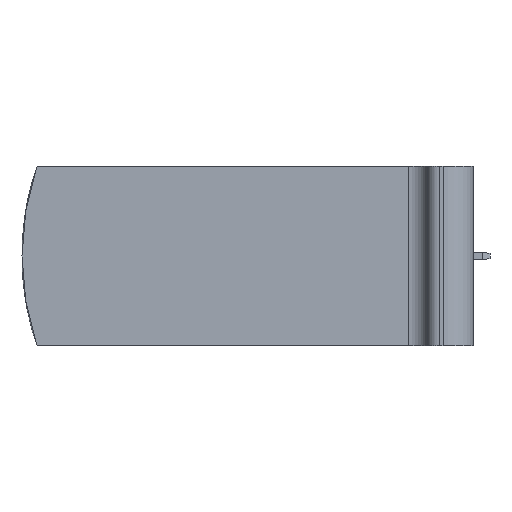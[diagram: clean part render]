
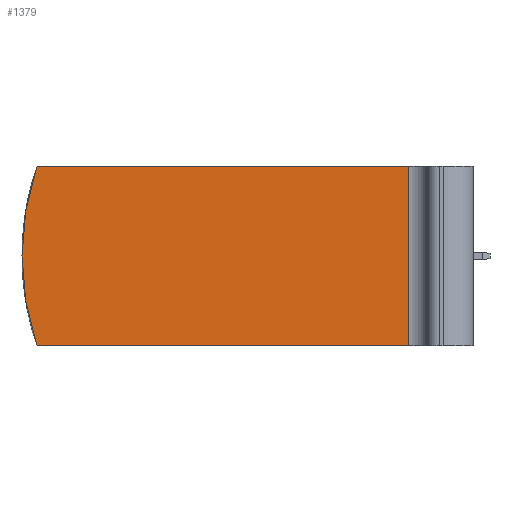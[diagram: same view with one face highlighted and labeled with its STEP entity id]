
A CAD part, left-side view. The second image highlights one B-rep face of the part: STEP entity #1379.
In plain terms, the highlighted planar face has unit normal (-1, 0, 0).
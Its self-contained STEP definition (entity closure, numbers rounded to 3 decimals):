
#49=PLANE('',#1503);
#174=LINE('',#2257,#306);
#184=LINE('',#2292,#316);
#185=LINE('',#2294,#317);
#306=VECTOR('',#1764,1000.);
#316=VECTOR('',#1792,1000.);
#317=VECTOR('',#1795,1000.);
#503=ORIENTED_EDGE('',*,*,#729,.F.);
#504=ORIENTED_EDGE('',*,*,#850,.F.);
#505=ORIENTED_EDGE('',*,*,#851,.F.);
#506=ORIENTED_EDGE('',*,*,#832,.F.);
#729=EDGE_CURVE('',#917,#918,#1046,.T.);
#832=EDGE_CURVE('',#918,#987,#174,.T.);
#850=EDGE_CURVE('',#1002,#917,#184,.T.);
#851=EDGE_CURVE('',#987,#1002,#185,.T.);
#917=VERTEX_POINT('',#2013);
#918=VERTEX_POINT('',#2015);
#987=VERTEX_POINT('',#2258);
#1002=VERTEX_POINT('',#2291);
#1046=CIRCLE('',#1455,18.);
#1132=EDGE_LOOP('',(#503,#504,#505,#506));
#1246=FACE_BOUND('',#1132,.T.);
#1379=ADVANCED_FACE('',(#1246),#49,.F.);
#1455=AXIS2_PLACEMENT_3D('',#2014,#1600,#1601);
#1503=AXIS2_PLACEMENT_3D('',#2293,#1793,#1794);
#1600=DIRECTION('',(1.,0.,0.));
#1601=DIRECTION('',(0.,0.,-1.));
#1764=DIRECTION('',(0.,-1.,0.));
#1792=DIRECTION('',(0.,1.,0.));
#1793=DIRECTION('',(1.,0.,0.));
#1794=DIRECTION('',(0.,0.,-1.));
#1795=DIRECTION('',(0.,0.,-1.));
#2013=CARTESIAN_POINT('',(-66.5,22.923,-5.85));
#2014=CARTESIAN_POINT('',(-66.5,5.9,0.));
#2015=CARTESIAN_POINT('',(-66.5,22.923,5.85));
#2257=CARTESIAN_POINT('',(-66.5,22.923,5.85));
#2258=CARTESIAN_POINT('',(-66.5,-1.25,5.85));
#2291=CARTESIAN_POINT('',(-66.5,-1.25,-5.85));
#2292=CARTESIAN_POINT('',(-66.5,0.,-5.85));
#2293=CARTESIAN_POINT('',(-66.5,5.9,0.));
#2294=CARTESIAN_POINT('',(-66.5,-1.25,5.85));
